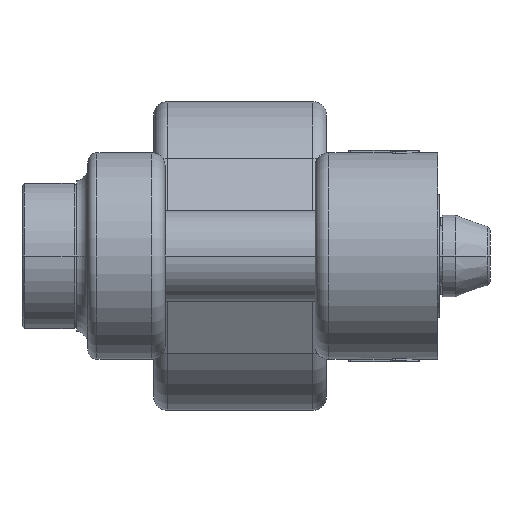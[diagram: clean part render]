
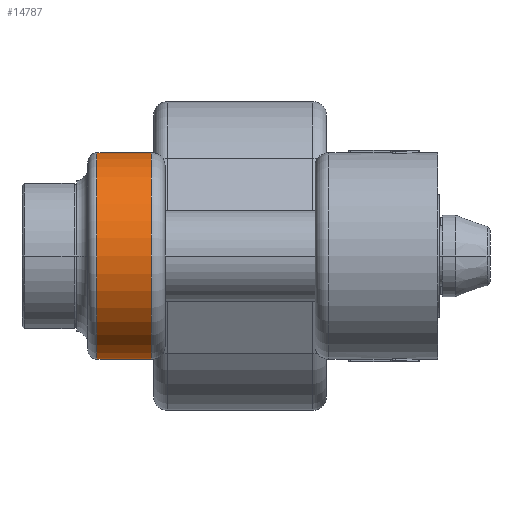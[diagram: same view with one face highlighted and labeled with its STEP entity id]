
A CAD part, front view. The second image highlights one B-rep face of the part: STEP entity #14787.
In plain terms, the highlighted cylindrical face has radius 22.75 mm (diameter 45.5 mm), a partial arc.
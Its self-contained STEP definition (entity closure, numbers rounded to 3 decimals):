
#3570=CARTESIAN_POINT('',(-31.5,0.,0.));
#3571=DIRECTION('',(1.,0.,0.));
#3572=DIRECTION('',(0.,0.864,0.504));
#3573=AXIS2_PLACEMENT_3D('',#3570,#3571,#3572);
#3590=DIRECTION('',(-1.,0.,0.));
#3591=VECTOR('',#3590,12.);
#3592=CARTESIAN_POINT('',(-19.5,19.645,-11.474));
#3593=LINE('60220',#3592,#3591);
#3594=DIRECTION('',(-1.,0.,0.));
#3595=VECTOR('',#3594,12.);
#3596=CARTESIAN_POINT('',(-19.5,19.645,11.474));
#3597=LINE('59247',#3596,#3595);
#3608=CARTESIAN_POINT('',(-19.5,0.,0.));
#3609=DIRECTION('',(-1.,0.,0.));
#3610=DIRECTION('',(0.,0.864,-0.504));
#3611=AXIS2_PLACEMENT_3D('',#3608,#3609,#3610);
#8811=CARTESIAN_POINT('',(-31.5,19.645,11.474));
#8813=VERTEX_POINT('',#8811);
#8837=CARTESIAN_POINT('',(-19.5,19.645,11.474));
#8839=VERTEX_POINT('',#8837);
#8927=CARTESIAN_POINT('',(-31.5,19.645,-11.474));
#8929=VERTEX_POINT('',#8927);
#8953=CARTESIAN_POINT('',(-19.5,19.645,-11.474));
#8955=VERTEX_POINT('',#8953);
#14774=CARTESIAN_POINT('',(51.025,0.,0.));
#14775=DIRECTION('',(-1.,0.,0.));
#14776=DIRECTION('',(0.,1.,0.));
#14777=AXIS2_PLACEMENT_3D('',#14774,#14775,#14776);
#14778=CYLINDRICAL_SURFACE('39055',#14777,22.75);
#14780=ORIENTED_EDGE('60506',*,*,#14779,.F.);
#14782=ORIENTED_EDGE('60220',*,*,#14781,.T.);
#14783=ORIENTED_EDGE('60500',*,*,#14765,.F.);
#14784=ORIENTED_EDGE('59247',*,*,#11118,.F.);
#14785=EDGE_LOOP('39055',(#14780,#14782,#14783,#14784));
#14786=FACE_OUTER_BOUND('39055',#14785,.F.);
#3574=CIRCLE('60500',#3573,22.75);
#3612=CIRCLE('60506',#3611,22.75);
#11118=EDGE_CURVE('59247',#8839,#8813,#3597,.T.);
#14765=EDGE_CURVE('60500',#8813,#8929,#3574,.T.);
#14779=EDGE_CURVE('60506',#8955,#8839,#3612,.T.);
#14781=EDGE_CURVE('60220',#8955,#8929,#3593,.T.);
#14787=ADVANCED_FACE('39055',(#14786),#14778,.T.);
